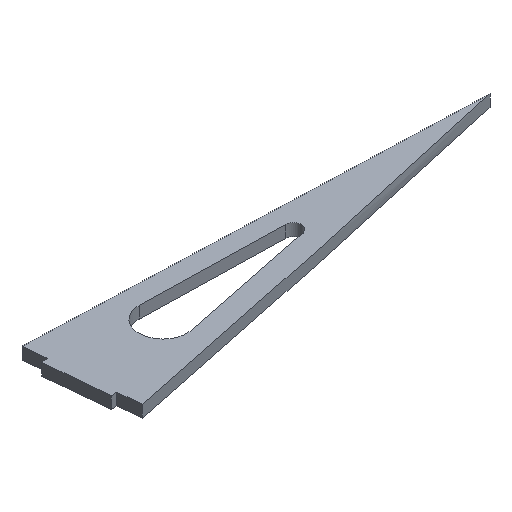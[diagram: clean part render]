
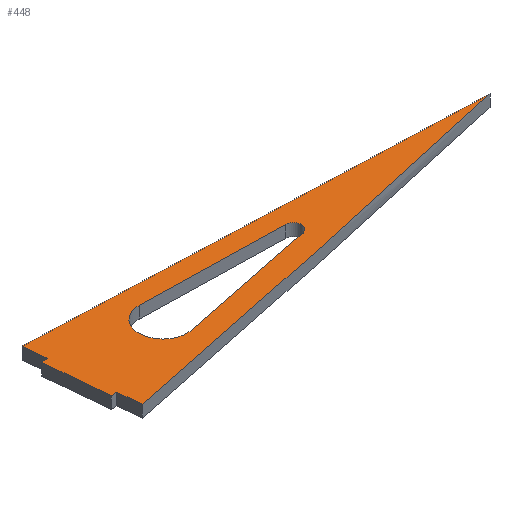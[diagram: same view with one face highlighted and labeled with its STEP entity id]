
A CAD part, isometric view. The second image highlights one B-rep face of the part: STEP entity #448.
In plain terms, the highlighted planar face has unit normal (0, 0, 1).
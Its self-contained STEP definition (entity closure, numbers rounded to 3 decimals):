
#42=CARTESIAN_POINT('Vertex',(408.693,-19.531,3.)) ;
#56=CARTESIAN_POINT('Vertex',(409.212,-25.368,3.)) ;
#59=CARTESIAN_POINT('Line Origine',(408.953,-22.449,3.)) ;
#82=CARTESIAN_POINT('Vertex',(407.199,-19.664,3.)) ;
#90=CARTESIAN_POINT('Line Origine',(407.946,-19.597,3.)) ;
#113=CARTESIAN_POINT('Vertex',(405.781,-3.727,3.)) ;
#121=CARTESIAN_POINT('Line Origine',(406.49,-11.695,3.)) ;
#144=CARTESIAN_POINT('Vertex',(407.275,-3.594,3.)) ;
#152=CARTESIAN_POINT('Line Origine',(406.528,-3.66,3.)) ;
#170=CARTESIAN_POINT('Vertex',(406.76,2.203,3.)) ;
#178=CARTESIAN_POINT('Line Origine',(407.018,-0.695,3.)) ;
#209=CARTESIAN_POINT('Vertex',(519.741,-1.621,3.)) ;
#224=CARTESIAN_POINT('Control Point',(519.741,-1.621,3.)) ;
#225=CARTESIAN_POINT('Control Point',(498.612,-0.904,3.)) ;
#226=CARTESIAN_POINT('Control Point',(477.484,-0.186,3.)) ;
#227=CARTESIAN_POINT('Control Point',(456.355,0.531,3.)) ;
#228=CARTESIAN_POINT('Control Point',(433.759,1.296,3.)) ;
#229=CARTESIAN_POINT('Control Point',(411.162,2.055,3.)) ;
#230=CARTESIAN_POINT('Control Point',(409.695,2.104,3.)) ;
#231=CARTESIAN_POINT('Control Point',(408.227,2.154,3.)) ;
#232=CARTESIAN_POINT('Control Point',(406.76,2.203,3.)) ;
#266=CARTESIAN_POINT('Control Point',(409.212,-25.368,3.)) ;
#267=CARTESIAN_POINT('Control Point',(425.892,-22.083,3.)) ;
#268=CARTESIAN_POINT('Control Point',(442.544,-18.658,3.)) ;
#269=CARTESIAN_POINT('Control Point',(459.168,-15.119,3.)) ;
#270=CARTESIAN_POINT('Control Point',(481.25,-10.291,3.)) ;
#271=CARTESIAN_POINT('Control Point',(503.306,-5.344,3.)) ;
#272=CARTESIAN_POINT('Control Point',(508.786,-4.108,3.)) ;
#273=CARTESIAN_POINT('Control Point',(514.264,-2.867,3.)) ;
#274=CARTESIAN_POINT('Control Point',(519.741,-1.621,3.)) ;
#294=CARTESIAN_POINT('Vertex',(466.33,-8.368,3.)) ;
#308=CARTESIAN_POINT('Vertex',(431.344,-15.47,3.)) ;
#311=CARTESIAN_POINT('Line Origine',(448.837,-11.919,3.)) ;
#334=CARTESIAN_POINT('Vertex',(465.978,-4.408,3.)) ;
#342=CARTESIAN_POINT('Axis2P3D Location',(465.932,-6.408,3.)) ;
#365=CARTESIAN_POINT('Vertex',(430.288,-3.592,3.)) ;
#373=CARTESIAN_POINT('Line Origine',(448.133,-4.,3.)) ;
#395=CARTESIAN_POINT('Axis2P3D Location',(430.151,-9.59,3.)) ;
#428=CARTESIAN_POINT('Axis2P3D Location',(0.,0.,3.)) ;
#61=VECTOR('Line Direction',#60,1.) ;
#92=VECTOR('Line Direction',#91,1.) ;
#123=VECTOR('Line Direction',#122,1.) ;
#154=VECTOR('Line Direction',#153,1.) ;
#180=VECTOR('Line Direction',#179,1.) ;
#313=VECTOR('Line Direction',#312,1.) ;
#375=VECTOR('Line Direction',#374,1.) ;
#60=DIRECTION('Vector Direction',(0.089,-0.996,0.)) ;
#91=DIRECTION('Vector Direction',(-0.996,-0.089,0.)) ;
#122=DIRECTION('Vector Direction',(-0.089,0.996,0.)) ;
#153=DIRECTION('Vector Direction',(0.996,0.089,0.)) ;
#179=DIRECTION('Vector Direction',(-0.089,0.996,0.)) ;
#312=DIRECTION('Vector Direction',(0.98,0.199,0.)) ;
#343=DIRECTION('Axis2P3D Direction',(0.,0.,-1.)) ;
#374=DIRECTION('Vector Direction',(1.,-0.023,0.)) ;
#396=DIRECTION('Axis2P3D Direction',(0.,0.,-1.)) ;
#429=DIRECTION('Axis2P3D Direction',(0.,0.,-1.)) ;
#430=DIRECTION('Axis2P3D XDirection',(1.,0.,0.)) ;
#344=AXIS2_PLACEMENT_3D('Circle Axis2P3D',#342,#343,$) ;
#397=AXIS2_PLACEMENT_3D('Circle Axis2P3D',#395,#396,$) ;
#431=AXIS2_PLACEMENT_3D('Plane Axis2P3D',#428,#429,#430) ;
#62=LINE('Line',#59,#61) ;
#93=LINE('Line',#90,#92) ;
#124=LINE('Line',#121,#123) ;
#155=LINE('Line',#152,#154) ;
#181=LINE('Line',#178,#180) ;
#314=LINE('Line',#311,#313) ;
#376=LINE('Line',#373,#375) ;
#345=CIRCLE('generated circle',#344,2.) ;
#398=CIRCLE('generated circle',#397,6.) ;
#432=PLANE('',#431) ;
#447=FACE_BOUND('',#442,.T.) ;
#63=EDGE_CURVE('',#43,#57,#62,.T.) ;
#94=EDGE_CURVE('',#83,#43,#93,.F.) ;
#125=EDGE_CURVE('',#114,#83,#124,.F.) ;
#156=EDGE_CURVE('',#145,#114,#155,.F.) ;
#182=EDGE_CURVE('',#171,#145,#181,.F.) ;
#233=EDGE_CURVE('',#210,#171,#223,.T.) ;
#275=EDGE_CURVE('',#57,#210,#265,.T.) ;
#315=EDGE_CURVE('',#295,#309,#314,.F.) ;
#346=EDGE_CURVE('',#335,#295,#345,.T.) ;
#377=EDGE_CURVE('',#366,#335,#376,.T.) ;
#399=EDGE_CURVE('',#309,#366,#398,.T.) ;
#434=ORIENTED_EDGE('',*,*,#275,.T.) ;
#435=ORIENTED_EDGE('',*,*,#233,.T.) ;
#436=ORIENTED_EDGE('',*,*,#182,.T.) ;
#437=ORIENTED_EDGE('',*,*,#156,.T.) ;
#438=ORIENTED_EDGE('',*,*,#125,.T.) ;
#439=ORIENTED_EDGE('',*,*,#94,.T.) ;
#440=ORIENTED_EDGE('',*,*,#63,.T.) ;
#443=ORIENTED_EDGE('',*,*,#399,.T.) ;
#444=ORIENTED_EDGE('',*,*,#377,.T.) ;
#445=ORIENTED_EDGE('',*,*,#346,.T.) ;
#446=ORIENTED_EDGE('',*,*,#315,.T.) ;
#433=EDGE_LOOP('',(#434,#435,#436,#437,#438,#439,#440)) ;
#442=EDGE_LOOP('',(#443,#444,#445,#446)) ;
#43=VERTEX_POINT('',#42) ;
#57=VERTEX_POINT('',#56) ;
#83=VERTEX_POINT('',#82) ;
#114=VERTEX_POINT('',#113) ;
#145=VERTEX_POINT('',#144) ;
#171=VERTEX_POINT('',#170) ;
#210=VERTEX_POINT('',#209) ;
#295=VERTEX_POINT('',#294) ;
#309=VERTEX_POINT('',#308) ;
#335=VERTEX_POINT('',#334) ;
#366=VERTEX_POINT('',#365) ;
#448=ADVANCED_FACE('PartBody',(#441,#447),#432,.F.) ;
#223=B_SPLINE_CURVE_WITH_KNOTS('',5,(#224,#225,#226,#227,#228,#229,#230,#231,#232),.UNSPECIFIED.,.F.,.U.,(6,3,6),(0.,105.667,113.007),.UNSPECIFIED.) ;
#265=B_SPLINE_CURVE_WITH_KNOTS('',5,(#266,#267,#268,#269,#270,#271,#272,#273,#274),.UNSPECIFIED.,.F.,.U.,(6,3,6),(500420.898,500505.833,500533.918),.UNSPECIFIED.) ;
#441=FACE_OUTER_BOUND('',#433,.T.) ;
